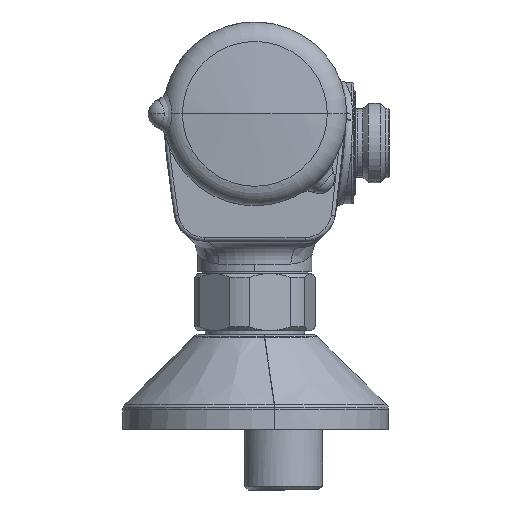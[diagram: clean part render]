
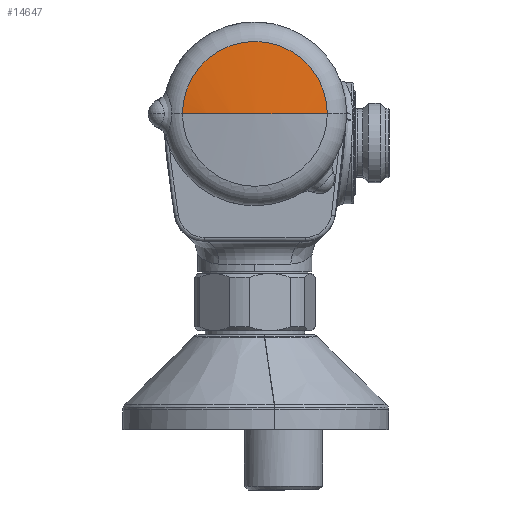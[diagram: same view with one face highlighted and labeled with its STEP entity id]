
A CAD part, left-side view. The second image highlights one B-rep face of the part: STEP entity #14647.
In plain terms, the highlighted spherical face has radius 130 mm.
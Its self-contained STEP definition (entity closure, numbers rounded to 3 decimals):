
#102 = FACE_OUTER_BOUND ( 'NONE', #5535, .T. ) ;
#512 = CIRCLE ( 'NONE', #1266, 130. ) ;
#1087 = DIRECTION ( 'NONE',  ( -1., 0., 0. ) ) ;
#1266 = AXIS2_PLACEMENT_3D ( 'NONE', #6499, #4241, #14404 ) ;
#1269 = ORIENTED_EDGE ( 'NONE', *, *, #3558, .T. ) ;
#1594 = EDGE_CURVE ( 'NONE', #11291, #13384, #512, .T. ) ;
#1665 = ORIENTED_EDGE ( 'NONE', *, *, #1594, .F. ) ;
#1755 = EDGE_CURVE ( 'NONE', #4353, #13384, #3190, .T. ) ;
#1988 = CARTESIAN_POINT ( 'NONE',  ( -15.049, 0., 57. ) ) ;
#3190 = CIRCLE ( 'NONE', #6642, 19.051 ) ;
#3424 = DIRECTION ( 'NONE',  ( 0., -1., 0. ) ) ;
#3558 = EDGE_CURVE ( 'NONE', #11291, #4353, #6044, .T. ) ;
#3882 = DIRECTION ( 'NONE',  ( 0., 0., 1. ) ) ;
#4241 = DIRECTION ( 'NONE',  ( 0., 0., -1. ) ) ;
#4353 = VERTEX_POINT ( 'NONE', #10193 ) ;
#5337 = CARTESIAN_POINT ( 'NONE',  ( -145.049, 0., 57. ) ) ;
#5401 = DIRECTION ( 'NONE',  ( 1., 0., 0. ) ) ;
#5447 = DIRECTION ( 'NONE',  ( 0., 0., -1. ) ) ;
#5529 = CARTESIAN_POINT ( 'NONE',  ( -143.646, 0., 57. ) ) ;
#5535 = EDGE_LOOP ( 'NONE', ( #1665, #1269, #11657 ) ) ;
#5932 = AXIS2_PLACEMENT_3D ( 'NONE', #1988, #5447, #3424 ) ;
#6044 = CIRCLE ( 'NONE', #13705, 130. ) ;
#6391 = CARTESIAN_POINT ( 'NONE',  ( -143.646, 19.051, 57. ) ) ;
#6499 = CARTESIAN_POINT ( 'NONE',  ( -15.049, 0., 57. ) ) ;
#6642 = AXIS2_PLACEMENT_3D ( 'NONE', #5529, #1087, #14850 ) ;
#9615 = CARTESIAN_POINT ( 'NONE',  ( -15.049, 0., 57. ) ) ;
#10193 = CARTESIAN_POINT ( 'NONE',  ( -143.646, -19.051, 57. ) ) ;
#11291 = VERTEX_POINT ( 'NONE', #5337 ) ;
#11657 = ORIENTED_EDGE ( 'NONE', *, *, #1755, .T. ) ;
#11955 = SPHERICAL_SURFACE ( 'NONE', #5932, 130. ) ;
#13384 = VERTEX_POINT ( 'NONE', #6391 ) ;
#13705 = AXIS2_PLACEMENT_3D ( 'NONE', #9615, #3882, #5401 ) ;
#14404 = DIRECTION ( 'NONE',  ( 0., 1., 0. ) ) ;
#14647 = ADVANCED_FACE ( 'NONE', ( #102 ), #11955, .T. ) ;
#14850 = DIRECTION ( 'NONE',  ( 0., -1., 0. ) ) ;
